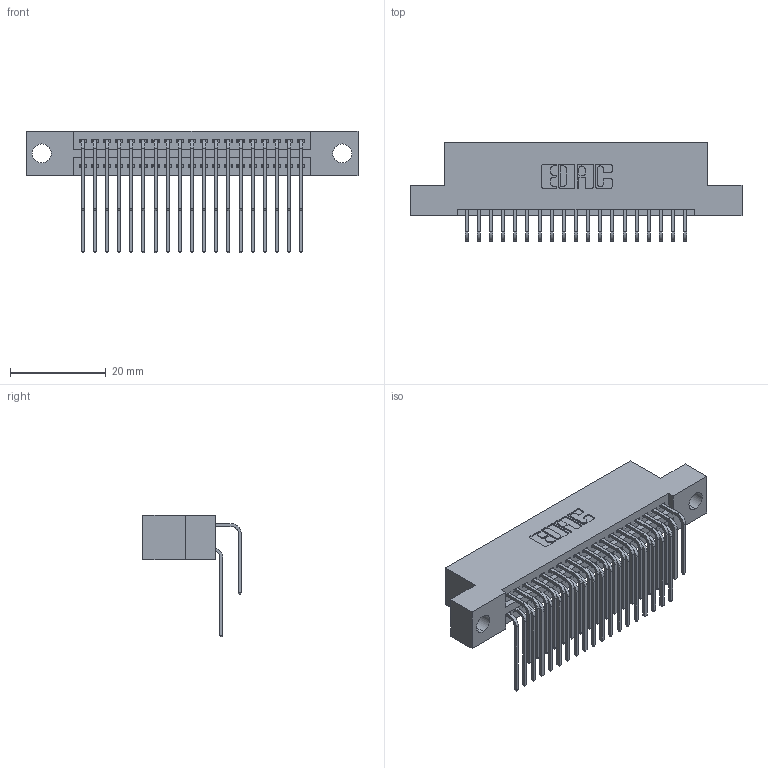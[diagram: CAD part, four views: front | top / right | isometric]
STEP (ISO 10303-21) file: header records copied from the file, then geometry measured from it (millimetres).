
FILE_DESCRIPTION (( 'STEP AP203' ), '1' );
FILE_NAME ('345-038-559-204.STEP', '2021-05-20T00:57:19', ( '' ), ( '' ), 'SwSTEP 2.0', 'SolidWorks 2020', '' );
FILE_SCHEMA (( 'CONFIG_CONTROL_DESIGN' ));
Length unit declared in the file: inch
Products named in the file (4): 345-292-001_558 559 Tail - 1; 345-038-559-204; 345-292-001_559 Tail - 2; 345 Part_Flush Mounting Lugs - 0.156 Dia-TI
Assembly tree (39 placements, depth 2):
  345-038-559-204
    345 Part_Flush Mounting Lugs - 0.156 Dia-TI
    345-292-001_558 559 Tail - 1  x19
    345-292-001_559 Tail - 2  x19
Bounding box: 69.47 x 20.56 x 25.53 mm (x, y, z)
Volume: 6648.1 mm3; surface area: 10263.9 mm2
Topology: 39 solids, 39 shells, 2116 faces, 6267 edges, 4126 vertices
Faces by surface type: plane 1424, cylinder 692
Entity records: 20075 total; most frequent: CARTESIAN_POINT 3437, ORIENTED_EDGE 3318, DIRECTION 3031, EDGE_CURVE 1659, VECTOR 1411, LINE 1411, VERTEX_POINT 1102, AXIS2_PLACEMENT_3D 810
